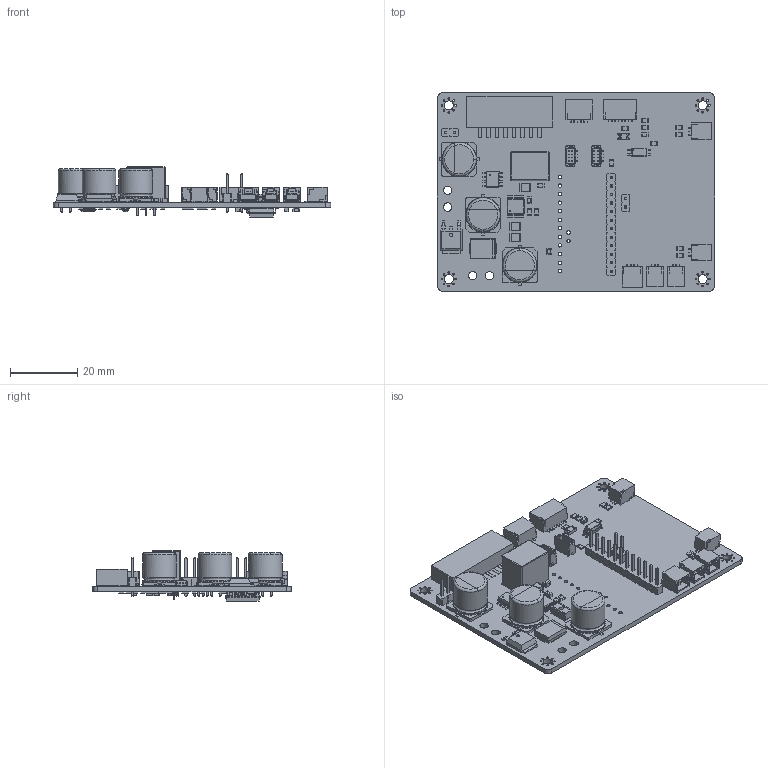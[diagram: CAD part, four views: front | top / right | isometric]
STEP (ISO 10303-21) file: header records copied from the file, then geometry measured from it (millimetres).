
FILE_DESCRIPTION(('KiCad electronic assembly'),'2;1');
FILE_NAME('camera_controller.step','2024-10-21T09:55:51',('Pcbnew'),( 'Kicad'),'Open CASCADE STEP processor 7.8','KiCad to STEP converter' ,'Unknown');
FILE_SCHEMA(('AUTOMOTIVE_DESIGN { 1 0 10303 214 1 1 1 1 }'));
Length unit declared in the file: millimetre
Products named in the file (46): camera_controller 1; SM03B-NSHSS-TB; SM03B-NSHSS; R_0805_2012Metric; SM04B-NSHSS-TB; SM04B-NSHSS; SM08B-NSHSS-TB; SM08B-NSHSS; CP_Elec_10x10; BM04B-SRSS-TB; BM04B-SRSS-TBT(LF)(SN); C_0805_2012Metric; C_1210_3225Metric; Converter_DCDC_RECOM_R-78E-0.5_THT; Converter_DCDC_RECOM_R_78E_05_THT; PinHeader_1x02_P2.54mm_Vertical; PinHeader_1x02_P254mm_Vertical; XW4L-08A1-H1; ASSEMBLY; TSSOP-16_4.4x5mm_P0.65mm; TSSOP_16_44x5mm_P065mm; SO-8_3.9x4.9mm_P1.27mm; CQ assembly; SM06B-NSHSS-TB; SM06B-NSHSS; PinHeader_1x12_P2.54mm_Vertical; PinHeader_1x12_P254mm_Vertical; D_SMC; D_1206_3216Metric; D_1206; HMHA2801; 100AL; TO-252-2; SOT-23; SOT_23; SOIC-16W_7.5x10.3mm_P1.27mm; SOIC_16W_75x103mm_P127mm; TSSOP-10_3x3mm_P0.5mm; TSSOP_10_3x3mm_P05mm; camera_controller_PCB
Assembly tree (98 placements, depth 3):
  camera_controller 1
    SM03B-NSHSS-TB  x4
      SM03B-NSHSS
    R_0805_2012Metric  x33
      R_0805_2012Metric
    SM04B-NSHSS-TB
      SM04B-NSHSS
    SM08B-NSHSS-TB
      SM08B-NSHSS
    CP_Elec_10x10  x3
      CP_Elec_10x10
    BM04B-SRSS-TB  x2
      BM04B-SRSS-TBT(LF)(SN)
    C_0805_2012Metric  x11
      C_0805_2012Metric
    C_1210_3225Metric  x3
      C_1210_3225Metric
    Converter_DCDC_RECOM_R-78E-0.5_THT
      Converter_DCDC_RECOM_R_78E_05_THT
    PinHeader_1x02_P2.54mm_Vertical  x2
      PinHeader_1x02_P254mm_Vertical
    XW4L-08A1-H1
      ASSEMBLY
    TSSOP-16_4.4x5mm_P0.65mm
      TSSOP_16_44x5mm_P065mm
    SO-8_3.9x4.9mm_P1.27mm
      CQ assembly
    SM06B-NSHSS-TB
      SM06B-NSHSS
    PinHeader_1x12_P2.54mm_Vertical
      PinHeader_1x12_P254mm_Vertical
    D_SMC
      D_SMC
    D_1206_3216Metric
      D_1206
    HMHA2801
      100AL
    TO-252-2
      CQ assembly
    SOT-23  x3
      SOT_23
    SOIC-16W_7.5x10.3mm_P1.27mm
      SOIC_16W_75x103mm_P127mm
    TSSOP-10_3x3mm_P0.5mm
      TSSOP_10_3x3mm_P05mm
    camera_controller_PCB
Bounding box: 82.5 x 59 x 14.89 mm (x, y, z)
Volume: 13577.5 mm3; surface area: 18606 mm2
Topology: 136 solids, 136 shells, 4627 faces, 11948 edges, 7692 vertices
Faces by surface type: plane 3474, cylinder 908, bspline 215, torus 19, sphere 8, revolution 3
Full cylindrical faces by diameter (mm): 0.4 x2, 0.5 x37, 0.6 x1, 0.8 x4, 1 x36, 2.5 x4, 2.7 x4, 10 x6
Entity records: 90586 total; most frequent: CARTESIAN_POINT 14693, ORIENTED_EDGE 13488, DIRECTION 12573, EDGE_CURVE 6744, LINE 5660, VECTOR 5660, VERTEX_POINT 4320, AXIS2_PLACEMENT_3D 3456
